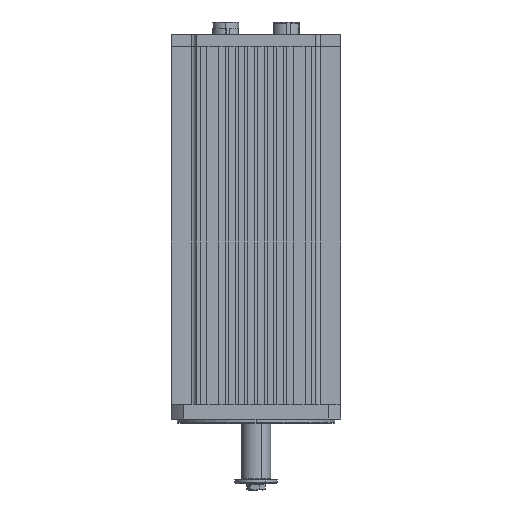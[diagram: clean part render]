
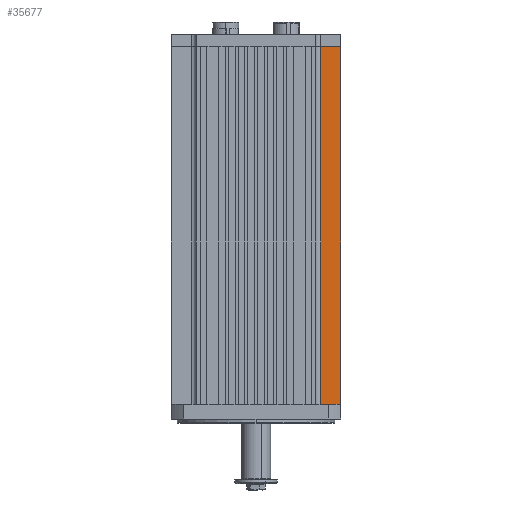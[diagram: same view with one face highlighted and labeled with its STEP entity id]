
A CAD part, front view. The second image highlights one B-rep face of the part: STEP entity #35677.
In plain terms, the highlighted planar face has unit normal (0, -1, 0).
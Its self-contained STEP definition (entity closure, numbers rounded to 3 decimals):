
#34923=CARTESIAN_POINT('',(53.3,-49.3,295.0));
#34924=VERTEX_POINT('',#34923);
#34956=CARTESIAN_POINT('',(70.,-49.3,295.0));
#34957=VERTEX_POINT('',#34956);
#34958=CARTESIAN_POINT('',(70.,-49.3,295.0));
#34959=DIRECTION('',(-1.0,0.0,0.0));
#34960=VECTOR('',#34959,16.7);
#34961=LINE('',#34958,#34960);
#34962=EDGE_CURVE('',#34957,#34924,#34961,.T.);
#35636=CARTESIAN_POINT('',(53.3,-49.3,0.0));
#35637=VERTEX_POINT('',#35636);
#35645=CARTESIAN_POINT('',(53.3,-49.3,0.0));
#35646=DIRECTION('',(0.0,0.0,1.0));
#35647=VECTOR('',#35646,295.0);
#35648=LINE('',#35645,#35647);
#35649=EDGE_CURVE('',#35637,#34924,#35648,.T.);
#35654=CARTESIAN_POINT('',(70.,-49.3,0.0));
#35655=DIRECTION('',(0.0,-1.0,0.0));
#35656=DIRECTION('',(0.0,0.0,-1.0));
#35657=AXIS2_PLACEMENT_3D('',#35654,#35655,#35656);
#35658=PLANE('',#35657);
#35659=ORIENTED_EDGE('',*,*,#34962,.T.);
#35660=ORIENTED_EDGE('',*,*,#35649,.F.);
#35661=CARTESIAN_POINT('',(70.,-49.3,0.0));
#35662=VERTEX_POINT('',#35661);
#35663=CARTESIAN_POINT('',(53.3,-49.3,0.0));
#35664=DIRECTION('',(1.0,0.0,0.0));
#35665=VECTOR('',#35664,16.7);
#35666=LINE('',#35663,#35665);
#35667=EDGE_CURVE('',#35637,#35662,#35666,.T.);
#35668=ORIENTED_EDGE('',*,*,#35667,.T.);
#35669=CARTESIAN_POINT('',(70.,-49.3,0.0));
#35670=DIRECTION('',(0.0,0.0,1.0));
#35671=VECTOR('',#35670,295.0);
#35672=LINE('',#35669,#35671);
#35673=EDGE_CURVE('',#35662,#34957,#35672,.T.);
#35674=ORIENTED_EDGE('',*,*,#35673,.T.);
#35675=EDGE_LOOP('',(#35659,#35660,#35668,#35674));
#35676=FACE_OUTER_BOUND('',#35675,.T.);
#35677=ADVANCED_FACE('',(#35676),#35658,.T.);
